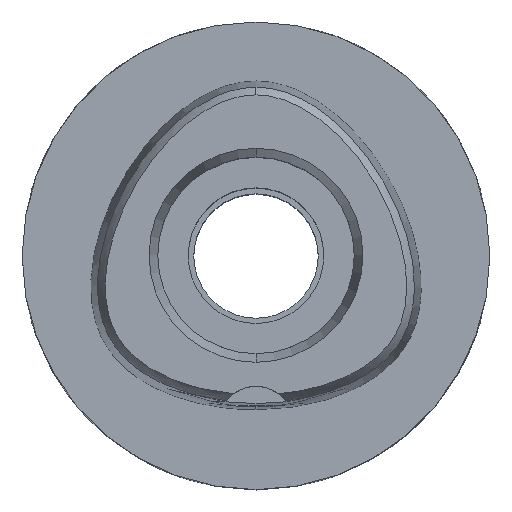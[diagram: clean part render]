
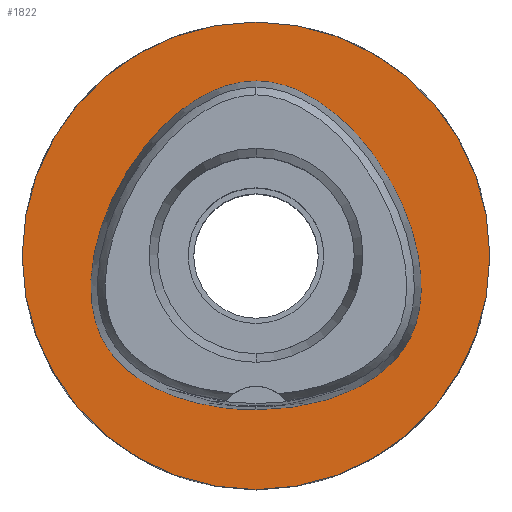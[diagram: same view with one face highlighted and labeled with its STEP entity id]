
A CAD part, top view. The second image highlights one B-rep face of the part: STEP entity #1822.
In plain terms, the highlighted planar face has unit normal (0, 0, 1).
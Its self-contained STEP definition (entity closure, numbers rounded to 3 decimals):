
#177 = CIRCLE ( 'NONE', #1341, 25. ) ;
#206 = CARTESIAN_POINT ( 'NONE',  ( 0., -16.455, 0. ) ) ;
#229 = DIRECTION ( 'NONE',  ( 0., 1., 0. ) ) ;
#249 = AXIS2_PLACEMENT_3D ( 'NONE', #3748, #1895, #4409 ) ;
#262 = CARTESIAN_POINT ( 'NONE',  ( -17.564, -5.456, 0. ) ) ;
#276 = CARTESIAN_POINT ( 'NONE',  ( 0., -16.455, 0. ) ) ;
#298 = ORIENTED_EDGE ( 'NONE', *, *, #3674, .F. ) ;
#411 = EDGE_LOOP ( 'NONE', ( #3357, #298 ) ) ;
#572 = CARTESIAN_POINT ( 'NONE',  ( 0., 18.695, 0. ) ) ;
#579 = DIRECTION ( 'NONE',  ( 0., -1., 0. ) ) ;
#769 = CARTESIAN_POINT ( 'NONE',  ( 4.729, 17.735, 0. ) ) ;
#797 = EDGE_CURVE ( 'NONE', #1240, #3511, #4477, .T. ) ;
#1034 = CARTESIAN_POINT ( 'NONE',  ( 0., 18.695, 0. ) ) ;
#1043 = CARTESIAN_POINT ( 'NONE',  ( 0., -16.455, 0. ) ) ;
#1070 = CARTESIAN_POINT ( 'NONE',  ( -17.711, -3.269, 0. ) ) ;
#1111 = CARTESIAN_POINT ( 'NONE',  ( 17.564, -5.456, 0. ) ) ;
#1155 = VERTEX_POINT ( 'NONE', #3551 ) ;
#1240 = VERTEX_POINT ( 'NONE', #572 ) ;
#1272 = CARTESIAN_POINT ( 'NONE',  ( -0.68, 18.695, 0. ) ) ;
#1285 = CARTESIAN_POINT ( 'NONE',  ( 5.051, -16.156, 0. ) ) ;
#1341 = AXIS2_PLACEMENT_3D ( 'NONE', #2404, #2446, #229 ) ;
#1355 = CARTESIAN_POINT ( 'NONE',  ( 14.788, -11.282, 0. ) ) ;
#1409 = CARTESIAN_POINT ( 'NONE',  ( -17.165, -7.166, 0. ) ) ;
#1425 = CARTESIAN_POINT ( 'NONE',  ( 0.68, 18.695, 0. ) ) ;
#1711 = CARTESIAN_POINT ( 'NONE',  ( 0., 25., 0. ) ) ;
#1722 = CARTESIAN_POINT ( 'NONE',  ( -4.729, 17.735, 0. ) ) ;
#1802 = CARTESIAN_POINT ( 'NONE',  ( -11.687, -13.704, 0. ) ) ;
#1819 = CARTESIAN_POINT ( 'NONE',  ( 17.498, -0.229, 0. ) ) ;
#1822 = ADVANCED_FACE ( 'NONE', ( #2588, #2225 ), #3783, .F. ) ;
#1895 = DIRECTION ( 'NONE',  ( 0., 0., -1. ) ) ;
#2205 = CARTESIAN_POINT ( 'NONE',  ( 7.968, 15.831, 0. ) ) ;
#2225 = FACE_BOUND ( 'NONE', #3852, .T. ) ;
#2231 = CARTESIAN_POINT ( 'NONE',  ( 2.041, 18.55, 0. ) ) ;
#2404 = CARTESIAN_POINT ( 'NONE',  ( 0., 0., 0. ) ) ;
#2425 = CARTESIAN_POINT ( 'NONE',  ( 13.507, -12.483, 0. ) ) ;
#2446 = DIRECTION ( 'NONE',  ( 0., 0., -1. ) ) ;
#2499 = CARTESIAN_POINT ( 'NONE',  ( -15.649, -10.213, 0. ) ) ;
#2523 = CARTESIAN_POINT ( 'NONE',  ( -17.498, -0.229, 0. ) ) ;
#2541 = CARTESIAN_POINT ( 'NONE',  ( 17.165, -7.166, 0. ) ) ;
#2552 = CARTESIAN_POINT ( 'NONE',  ( -8.947, -15.039, 0. ) ) ;
#2577 = ORIENTED_EDGE ( 'NONE', *, *, #3525, .F. ) ;
#2578 = CARTESIAN_POINT ( 'NONE',  ( -1.684, -16.455, 0. ) ) ;
#2588 = FACE_OUTER_BOUND ( 'NONE', #411, .T. ) ;
#2758 = CARTESIAN_POINT ( 'NONE',  ( -2.041, 18.55, 0. ) ) ;
#2764 = ORIENTED_EDGE ( 'NONE', *, *, #797, .F. ) ;
#2771 = CARTESIAN_POINT ( 'NONE',  ( 11.687, -13.704, 0. ) ) ;
#3055 = B_SPLINE_CURVE_WITH_KNOTS ( 'NONE', 3,
 ( #206, #3256, #1285, #4289, #2771, #2425, #1355, #3576, #3278, #4434, #2541, #1111, #4380, #1819, #3361, #4828, #4091, #2205, #769, #2231, #1425, #1034 ),
 .UNSPECIFIED., .F., .F.,
 ( 4, 1, 1, 1, 1, 1, 1, 1, 1, 1, 1, 1, 1, 1, 1, 1, 1, 1, 1, 4 ),
 ( 0., 0.083, 0.167, 0.208, 0.25, 0.292, 0.312, 0.333, 0.354, 0.375, 0.417, 0.458, 0.5, 0.583, 0.667, 0.75, 0.833, 0.917, 0.958, 1. ),
 .UNSPECIFIED. ) ;
#3135 = CIRCLE ( 'NONE', #249, 25. ) ;
#3256 = CARTESIAN_POINT ( 'NONE',  ( 1.684, -16.455, 0. ) ) ;
#3278 = CARTESIAN_POINT ( 'NONE',  ( 16.206, -9.357, 0. ) ) ;
#3313 = CARTESIAN_POINT ( 'NONE',  ( -13.507, -12.483, 0. ) ) ;
#3357 = ORIENTED_EDGE ( 'NONE', *, *, #3466, .F. ) ;
#3361 = CARTESIAN_POINT ( 'NONE',  ( 16.517, 3.703, 0. ) ) ;
#3466 = EDGE_CURVE ( 'NONE', #4116, #1155, #177, .T. ) ;
#3511 = VERTEX_POINT ( 'NONE', #276 ) ;
#3525 = EDGE_CURVE ( 'NONE', #3511, #1240, #3055, .T. ) ;
#3551 = CARTESIAN_POINT ( 'NONE',  ( 0., -25., 0. ) ) ;
#3558 = CARTESIAN_POINT ( 'NONE',  ( 0., 0., 0. ) ) ;
#3576 = CARTESIAN_POINT ( 'NONE',  ( 15.649, -10.213, 0. ) ) ;
#3646 = AXIS2_PLACEMENT_3D ( 'NONE', #3558, #4249, #579 ) ;
#3656 = CARTESIAN_POINT ( 'NONE',  ( -16.206, -9.357, 0. ) ) ;
#3674 = EDGE_CURVE ( 'NONE', #1155, #4116, #3135, .T. ) ;
#3748 = CARTESIAN_POINT ( 'NONE',  ( 0., 0., 0. ) ) ;
#3783 = PLANE ( 'NONE',  #3646 ) ;
#3852 = EDGE_LOOP ( 'NONE', ( #2764, #2577 ) ) ;
#3977 = CARTESIAN_POINT ( 'NONE',  ( -7.968, 15.831, 0. ) ) ;
#4025 = CARTESIAN_POINT ( 'NONE',  ( -5.051, -16.156, 0. ) ) ;
#4053 = CARTESIAN_POINT ( 'NONE',  ( -14.788, -11.282, 0. ) ) ;
#4074 = CARTESIAN_POINT ( 'NONE',  ( -14.38, 8.302, 0. ) ) ;
#4091 = CARTESIAN_POINT ( 'NONE',  ( 11.466, 12.452, 0. ) ) ;
#4116 = VERTEX_POINT ( 'NONE', #1711 ) ;
#4249 = DIRECTION ( 'NONE',  ( 0., 0., -1. ) ) ;
#4289 = CARTESIAN_POINT ( 'NONE',  ( 8.947, -15.039, 0. ) ) ;
#4338 = CARTESIAN_POINT ( 'NONE',  ( -16.517, 3.703, 0. ) ) ;
#4366 = CARTESIAN_POINT ( 'NONE',  ( -16.669, -8.446, 0. ) ) ;
#4380 = CARTESIAN_POINT ( 'NONE',  ( 17.711, -3.269, 0. ) ) ;
#4409 = DIRECTION ( 'NONE',  ( 0., -1., 0. ) ) ;
#4434 = CARTESIAN_POINT ( 'NONE',  ( 16.669, -8.446, 0. ) ) ;
#4477 = B_SPLINE_CURVE_WITH_KNOTS ( 'NONE', 3,
 ( #4616, #1272, #2758, #1722, #3977, #4734, #4074, #4338, #2523, #1070, #262, #1409, #4366, #3656, #2499, #4053, #3313, #1802, #2552, #4025, #2578, #1043 ),
 .UNSPECIFIED., .F., .F.,
 ( 4, 1, 1, 1, 1, 1, 1, 1, 1, 1, 1, 1, 1, 1, 1, 1, 1, 1, 1, 4 ),
 ( 0., 0.042, 0.083, 0.167, 0.25, 0.333, 0.417, 0.5, 0.542, 0.583, 0.625, 0.646, 0.667, 0.688, 0.708, 0.75, 0.792, 0.833, 0.917, 1. ),
 .UNSPECIFIED. ) ;
#4616 = CARTESIAN_POINT ( 'NONE',  ( 0., 18.695, 0. ) ) ;
#4734 = CARTESIAN_POINT ( 'NONE',  ( -11.466, 12.452, 0. ) ) ;
#4828 = CARTESIAN_POINT ( 'NONE',  ( 14.38, 8.302, 0. ) ) ;
